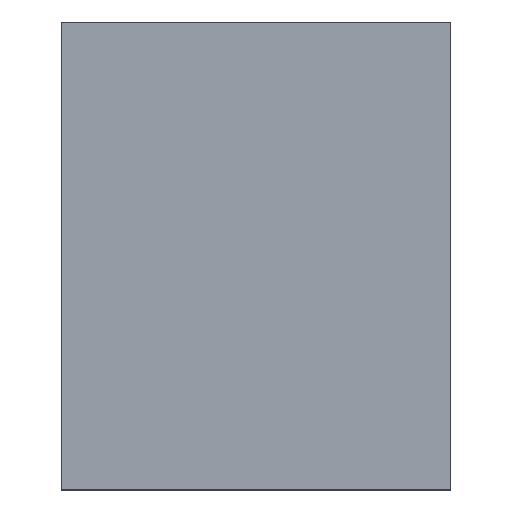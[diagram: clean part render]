
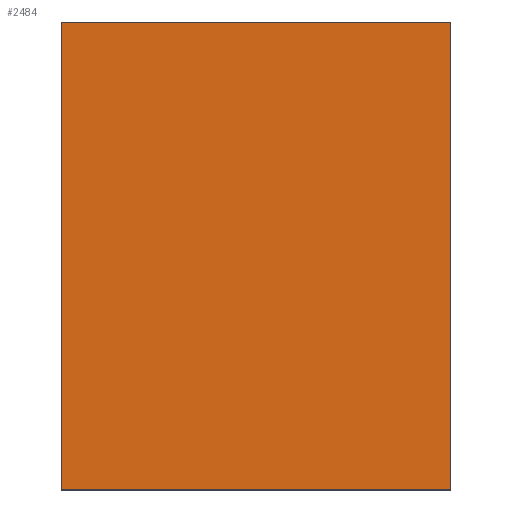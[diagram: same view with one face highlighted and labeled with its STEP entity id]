
A CAD part, top view. The second image highlights one B-rep face of the part: STEP entity #2484.
In plain terms, the highlighted face is planar.
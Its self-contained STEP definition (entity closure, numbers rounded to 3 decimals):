
#639=DIRECTION('',(0.,0.,1.));
#640=VECTOR('',#639,2.4);
#641=CARTESIAN_POINT('',(-1.,0.375,-1.2));
#642=LINE('',#641,#640);
#646=DIRECTION('',(-1.,0.,0.));
#647=VECTOR('',#646,2.);
#648=CARTESIAN_POINT('',(1.,0.375,-1.2));
#649=LINE('',#648,#647);
#653=DIRECTION('',(0.,0.,-1.));
#654=VECTOR('',#653,2.4);
#655=CARTESIAN_POINT('',(1.,0.375,1.2));
#656=LINE('',#655,#654);
#660=DIRECTION('',(1.,0.,0.));
#661=VECTOR('',#660,2.);
#662=CARTESIAN_POINT('',(-1.,0.375,1.2));
#663=LINE('',#662,#661);
#1865=CARTESIAN_POINT('',(-1.,0.375,-1.2));
#1866=CARTESIAN_POINT('',(-1.,0.375,1.2));
#1867=VERTEX_POINT('',#1865);
#1868=VERTEX_POINT('',#1866);
#1869=CARTESIAN_POINT('',(1.,0.375,1.2));
#1870=VERTEX_POINT('',#1869);
#1871=CARTESIAN_POINT('',(1.,0.375,-1.2));
#1872=VERTEX_POINT('',#1871);
#2473=CARTESIAN_POINT('',(0.,0.375,0.));
#2474=DIRECTION('',(0.,1.,0.));
#2475=DIRECTION('',(1.,0.,0.));
#2476=AXIS2_PLACEMENT_3D('',#2473,#2474,#2475);
#2477=PLANE('',#2476);
#2478=ORIENTED_EDGE('',*,*,#2425,.F.);
#2479=ORIENTED_EDGE('',*,*,#2440,.F.);
#2480=ORIENTED_EDGE('',*,*,#2454,.F.);
#2481=ORIENTED_EDGE('',*,*,#2467,.F.);
#2482=EDGE_LOOP('',(#2478,#2479,#2480,#2481));
#2483=FACE_OUTER_BOUND('',#2482,.F.);
#2425=EDGE_CURVE('',#1867,#1868,#642,.T.);
#2440=EDGE_CURVE('',#1872,#1867,#649,.T.);
#2454=EDGE_CURVE('',#1870,#1872,#656,.T.);
#2467=EDGE_CURVE('',#1868,#1870,#663,.T.);
#2484=ADVANCED_FACE('',(#2483),#2477,.T.);
